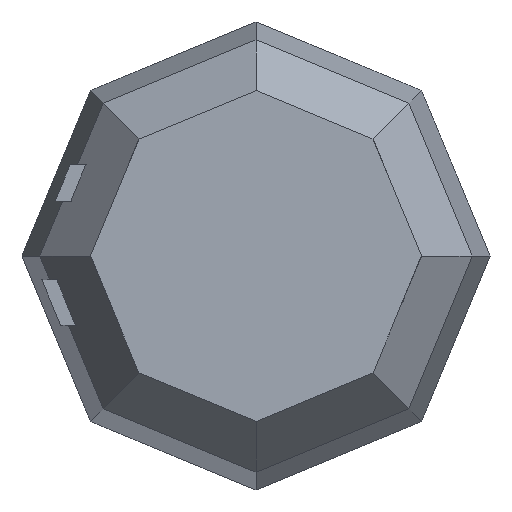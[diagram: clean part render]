
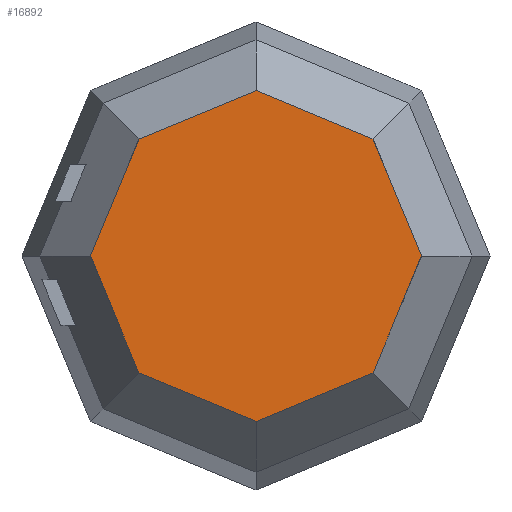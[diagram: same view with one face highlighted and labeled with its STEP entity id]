
A CAD part, front view. The second image highlights one B-rep face of the part: STEP entity #16892.
In plain terms, the highlighted planar face has unit normal (0, -1, 0).
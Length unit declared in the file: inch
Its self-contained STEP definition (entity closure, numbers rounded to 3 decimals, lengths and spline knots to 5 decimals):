
#1869=FACE_OUTER_BOUND('',#2982,.T.);
#2982=EDGE_LOOP('',(#15063,#15064,#15065,#15066,#15067,#15068,#15069,#15070));
#4846=LINE('',#30177,#6713);
#4847=LINE('',#30179,#6714);
#4848=LINE('',#30181,#6715);
#4849=LINE('',#30183,#6716);
#4850=LINE('',#30185,#6717);
#4851=LINE('',#30187,#6718);
#4852=LINE('',#30189,#6719);
#4853=LINE('',#30190,#6720);
#6713=VECTOR('',#22001,0.3937);
#6714=VECTOR('',#22002,0.3937);
#6715=VECTOR('',#22003,0.3937);
#6716=VECTOR('',#22004,0.3937);
#6717=VECTOR('',#22005,0.3937);
#6718=VECTOR('',#22006,0.3937);
#6719=VECTOR('',#22007,0.3937);
#6720=VECTOR('',#22008,0.3937);
#8219=VERTEX_POINT('',#30175);
#8220=VERTEX_POINT('',#30176);
#8221=VERTEX_POINT('',#30178);
#8222=VERTEX_POINT('',#30180);
#8223=VERTEX_POINT('',#30182);
#8224=VERTEX_POINT('',#30184);
#8225=VERTEX_POINT('',#30186);
#8226=VERTEX_POINT('',#30188);
#10501=EDGE_CURVE('',#8219,#8220,#4846,.T.);
#10502=EDGE_CURVE('',#8220,#8221,#4847,.T.);
#10503=EDGE_CURVE('',#8221,#8222,#4848,.T.);
#10504=EDGE_CURVE('',#8222,#8223,#4849,.T.);
#10505=EDGE_CURVE('',#8223,#8224,#4850,.T.);
#10506=EDGE_CURVE('',#8224,#8225,#4851,.T.);
#10507=EDGE_CURVE('',#8225,#8226,#4852,.T.);
#10508=EDGE_CURVE('',#8226,#8219,#4853,.T.);
#15063=ORIENTED_EDGE('',*,*,#10501,.T.);
#15064=ORIENTED_EDGE('',*,*,#10502,.T.);
#15065=ORIENTED_EDGE('',*,*,#10503,.T.);
#15066=ORIENTED_EDGE('',*,*,#10504,.T.);
#15067=ORIENTED_EDGE('',*,*,#10505,.T.);
#15068=ORIENTED_EDGE('',*,*,#10506,.T.);
#15069=ORIENTED_EDGE('',*,*,#10507,.T.);
#15070=ORIENTED_EDGE('',*,*,#10508,.T.);
#15914=PLANE('',#18011);
#16892=ADVANCED_FACE('',(#1869),#15914,.T.);
#18011=AXIS2_PLACEMENT_3D('',#30174,#21999,#22000);
#21999=DIRECTION('center_axis',(0.,-1.,0.));
#22000=DIRECTION('ref_axis',(0.,0.,-1.));
#22001=DIRECTION('',(0.924,0.,0.383));
#22002=DIRECTION('',(0.383,0.,0.924));
#22003=DIRECTION('',(-0.383,0.,0.924));
#22004=DIRECTION('',(-0.924,0.,0.383));
#22005=DIRECTION('',(-0.924,0.,-0.383));
#22006=DIRECTION('',(-0.383,0.,-0.924));
#22007=DIRECTION('',(0.383,0.,-0.924));
#22008=DIRECTION('',(0.924,0.,-0.383));
#30174=CARTESIAN_POINT('Origin',(1.35489,-0.05003,-1.04331));
#30175=CARTESIAN_POINT('',(1.35489,-0.05003,-2.65133));
#30176=CARTESIAN_POINT('',(2.49194,-0.05003,-2.18035));
#30177=CARTESIAN_POINT('',(1.35489,-0.05003,-2.65133));
#30178=CARTESIAN_POINT('',(2.96291,-0.05003,-1.04331));
#30179=CARTESIAN_POINT('',(2.96291,-0.05003,-1.04331));
#30180=CARTESIAN_POINT('',(2.49194,-0.05003,0.09374));
#30181=CARTESIAN_POINT('',(2.96291,-0.05003,-1.04331));
#30182=CARTESIAN_POINT('',(1.35489,-0.05003,0.56472));
#30183=CARTESIAN_POINT('',(1.35489,-0.05003,0.56472));
#30184=CARTESIAN_POINT('',(0.21785,-0.05003,0.09374));
#30185=CARTESIAN_POINT('',(1.35489,-0.05003,0.56472));
#30186=CARTESIAN_POINT('',(-0.25313,-0.05003,-1.04331));
#30187=CARTESIAN_POINT('',(-0.25313,-0.05003,-1.04331));
#30188=CARTESIAN_POINT('',(0.21785,-0.05003,-2.18035));
#30189=CARTESIAN_POINT('',(-0.25313,-0.05003,-1.04331));
#30190=CARTESIAN_POINT('',(1.35489,-0.05003,-2.65133));
